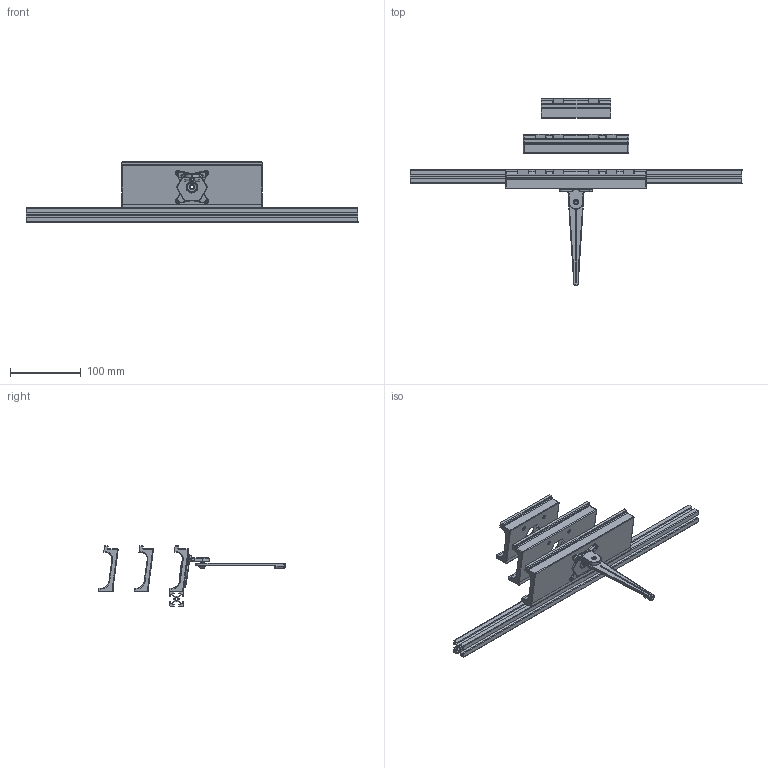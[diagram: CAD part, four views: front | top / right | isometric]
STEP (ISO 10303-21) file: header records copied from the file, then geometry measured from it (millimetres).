
FILE_DESCRIPTION(/* description */ (''),/* implementation_level */ '2;1');
FILE_NAME(/* name */ 'PTFE_passthrough.step',/* time_stamp */ '2024-03-30T20:32:01+01:00',/* author */ (''),/* organization */ (''),/* preprocessor_version */ 'ST-DEVELOPER v20',/* originating_system */ 'Autodesk Translation Framework v12.20.1.177',/* authorisation */ '');
FILE_SCHEMA (('AUTOMOTIVE_DESIGN { 1 0 10303 214 3 1 1 }'));
Products named in the file (8): PTFE passthrough; PTFE passthrough_1; Trident Bowden tube PTFE support-V2 v10; Arm; MR85 Bearing; M3x10 BHCS; Spacer; Arm mount
Assembly tree (7 placements, depth 4):
  PTFE passthrough
    PTFE passthrough_1
    Trident Bowden tube PTFE support-V2 v10
      Arm
        MR85 Bearing
      M3x10 BHCS
      Spacer
    Arm mount
Bounding box: 470 x 263.67 x 85 mm (x, y, z)
Volume: 330549 mm3; surface area: 197524.1 mm2
Topology: 28 solids, 28 shells, 1328 faces, 3516 edges, 2272 vertices
Faces by surface type: plane 651, cylinder 494, cone 92, bspline 36, torus 30, sphere 25
Full cylindrical faces by diameter (mm): 2.8 x2, 3.2 x10, 3.961 x12, 4.2 x1, 4.234 x2, 4.4 x1, 4.5 x1, 4.7 x12, 4.85 x1, 5 x12, 5.12 x2, 5.2 x2, 6 x7, 6.016 x4, 6.5 x1, 6.984 x4, 7 x1, 8 x1, 8.1 x1, 9 x2, 9.5 x1, 15.6 x2, 16 x4, 16.4 x1
Entity records: 48534 total; most frequent: CARTESIAN_POINT 15175, ORIENTED_EDGE 6984, DIRECTION 6923, EDGE_CURVE 3492, AXIS2_PLACEMENT_3D 2473, VERTEX_POINT 2272, LINE 1977, VECTOR 1977
